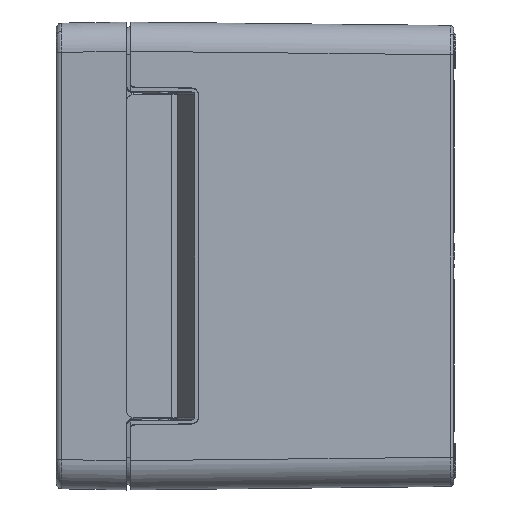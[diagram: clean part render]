
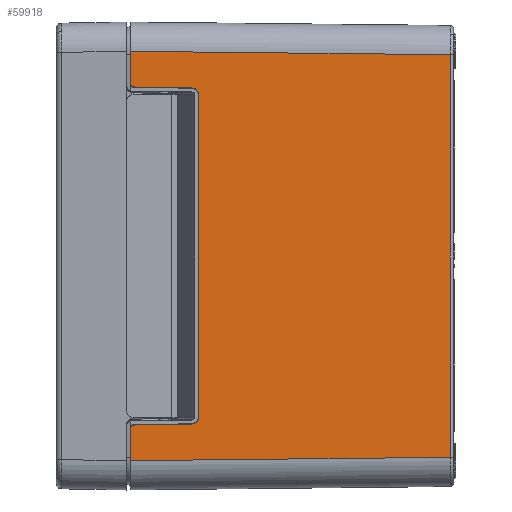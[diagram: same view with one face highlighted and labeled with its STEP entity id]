
A CAD part, left-side view. The second image highlights one B-rep face of the part: STEP entity #59918.
In plain terms, the highlighted planar face has unit normal (-1, -0.011, 0).
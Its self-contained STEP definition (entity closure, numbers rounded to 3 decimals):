
#7006 = CARTESIAN_POINT ( 'NONE',  ( -149.958, -4., -87.459 ) ) ;
#7335 = CARTESIAN_POINT ( 'NONE',  ( -149.958, -4., 73.233 ) ) ;
#7361 = CARTESIAN_POINT ( 'NONE',  ( -149.958, -4., 87.459 ) ) ;
#7367 = CARTESIAN_POINT ( 'NONE',  ( -149.685, -30.052, 71.795 ) ) ;
#7474 = CARTESIAN_POINT ( 'NONE',  ( -149.948, -4.983, -72.233 ) ) ;
#7729 = CARTESIAN_POINT ( 'NONE',  ( -148.528, -140.516, 86.029 ) ) ;
#7741 = CARTESIAN_POINT ( 'NONE',  ( -149.654, -33., -68.796 ) ) ;
#7967 = CARTESIAN_POINT ( 'NONE',  ( -149.958, -4., -73.233 ) ) ;
#8062 = CARTESIAN_POINT ( 'NONE',  ( -149.948, -4.983, 72.233 ) ) ;
#8070 = CARTESIAN_POINT ( 'NONE',  ( -149.654, -33., 68.796 ) ) ;
#8167 = CARTESIAN_POINT ( 'NONE',  ( -149.685, -30.052, -71.795 ) ) ;
#16384 = AXIS2_PLACEMENT_3D ( 'NONE', #31333, #31334, #31335 ) ;
#24091 = LINE ( 'NONE', #29509, #134248 ) ;
#24095 = LINE ( 'NONE', #29562, #134252 ) ;
#24101 = LINE ( 'NONE', #29727, #134258 ) ;
#24102 = LINE ( 'NONE', #29731, #134259 ) ;
#24103 = LINE ( 'NONE', #29735, #134260 ) ;
#24104 = LINE ( 'NONE', #29739, #134261 ) ;
#24105 = LINE ( 'NONE', #29753, #134262 ) ;
#24106 = LINE ( 'NONE', #29766, #134263 ) ;
#29509 = CARTESIAN_POINT ( 'NONE',  ( -149.958, -4., 100. ) ) ;
#29510 = DIRECTION ( 'NONE',  ( 0., 0., -1. ) ) ;
#29562 = CARTESIAN_POINT ( 'NONE',  ( -149.958, -4., 100. ) ) ;
#29564 = DIRECTION ( 'NONE',  ( 0., 0., -1. ) ) ;
#29718 = CARTESIAN_POINT ( 'NONE',  ( -149.948, -4.983, -72.233 ) ) ;
#29720 = CARTESIAN_POINT ( 'NONE',  ( -149.954, -4.405, -72.243 ) ) ;
#29721 = CARTESIAN_POINT ( 'NONE',  ( -149.958, -4., -72.655 ) ) ;
#29723 = CARTESIAN_POINT ( 'NONE',  ( -149.958, -4., -73.233 ) ) ;
#29727 = CARTESIAN_POINT ( 'NONE',  ( -149.973, -2.565, -72.275 ) ) ;
#29729 = DIRECTION ( 'NONE',  ( 0.01, -1., 0.017 ) ) ;
#29731 = CARTESIAN_POINT ( 'NONE',  ( -149.979, -1.963, -87.48 ) ) ;
#29733 = DIRECTION ( 'NONE',  ( 0.01, -1., 0.01 ) ) ;
#29735 = CARTESIAN_POINT ( 'NONE',  ( -148.528, -140.516, 100. ) ) ;
#29737 = DIRECTION ( 'NONE',  ( 0., 0., 1. ) ) ;
#29739 = CARTESIAN_POINT ( 'NONE',  ( -150.001, 0.131, 87.502 ) ) ;
#29741 = DIRECTION ( 'NONE',  ( -0.01, 1., 0.01 ) ) ;
#29743 = CARTESIAN_POINT ( 'NONE',  ( -149.958, -4., 73.233 ) ) ;
#29745 = CARTESIAN_POINT ( 'NONE',  ( -149.958, -4., 72.655 ) ) ;
#29747 = CARTESIAN_POINT ( 'NONE',  ( -149.954, -4.405, 72.243 ) ) ;
#29748 = CARTESIAN_POINT ( 'NONE',  ( -149.948, -4.983, 72.233 ) ) ;
#29753 = CARTESIAN_POINT ( 'NONE',  ( -149.973, -2.565, 72.275 ) ) ;
#29754 = DIRECTION ( 'NONE',  ( 0.01, -1., -0.017 ) ) ;
#29757 = CARTESIAN_POINT ( 'NONE',  ( -149.685, -30.052, 71.795 ) ) ;
#29758 = CARTESIAN_POINT ( 'NONE',  ( -149.667, -31.785, 71.765 ) ) ;
#29760 = CARTESIAN_POINT ( 'NONE',  ( -149.654, -33., 70.529 ) ) ;
#29762 = CARTESIAN_POINT ( 'NONE',  ( -149.654, -33., 68.796 ) ) ;
#29766 = CARTESIAN_POINT ( 'NONE',  ( -149.654, -33., -72.25 ) ) ;
#29768 = DIRECTION ( 'NONE',  ( 0., 0., 1. ) ) ;
#29770 = CARTESIAN_POINT ( 'NONE',  ( -149.654, -33., -68.796 ) ) ;
#29772 = CARTESIAN_POINT ( 'NONE',  ( -149.654, -33., -70.529 ) ) ;
#29773 = CARTESIAN_POINT ( 'NONE',  ( -149.667, -31.785, -71.765 ) ) ;
#29775 = CARTESIAN_POINT ( 'NONE',  ( -149.685, -30.052, -71.795 ) ) ;
#31332 = PLANE ( 'NONE',  #16384 ) ;
#31333 = CARTESIAN_POINT ( 'NONE',  ( -150., 0., 100. ) ) ;
#31334 = DIRECTION ( 'NONE',  ( -1., -0.01, 0. ) ) ;
#31335 = DIRECTION ( 'NONE',  ( 0.01, -1., 0. ) ) ;
#45965 = VERTEX_POINT ( 'NONE', #7006 ) ;
#46156 = VERTEX_POINT ( 'NONE', #7335 ) ;
#46172 = VERTEX_POINT ( 'NONE', #7361 ) ;
#46175 = VERTEX_POINT ( 'NONE', #7367 ) ;
#46233 = VERTEX_POINT ( 'NONE', #7474 ) ;
#46373 = VERTEX_POINT ( 'NONE', #7729 ) ;
#46380 = VERTEX_POINT ( 'NONE', #7741 ) ;
#46508 = VERTEX_POINT ( 'NONE', #7967 ) ;
#46561 = VERTEX_POINT ( 'NONE', #8062 ) ;
#46566 = VERTEX_POINT ( 'NONE', #8070 ) ;
#46621 = VERTEX_POINT ( 'NONE', #8167 ) ;
#59918 = ADVANCED_FACE ( 'NONE', ( #147702 ), #31332, .T. ) ;
#79465 = CARTESIAN_POINT ( 'NONE',  ( -148.528, -140.516, -86.029 ) ) ;
#108019 = EDGE_CURVE ( 'NONE', #46172, #46156, #24091, .T. ) ;
#108027 = EDGE_CURVE ( 'NONE', #46508, #45965, #24095, .T. ) ;
#108036 = EDGE_CURVE ( 'NONE', #46233, #46508, #136054, .T. ) ;
#108037 = EDGE_CURVE ( 'NONE', #46233, #46621, #24101, .T. ) ;
#108038 = EDGE_CURVE ( 'NONE', #45965, #110640, #24102, .T. ) ;
#108039 = EDGE_CURVE ( 'NONE', #110640, #46373, #24103, .T. ) ;
#108040 = EDGE_CURVE ( 'NONE', #46373, #46172, #24104, .T. ) ;
#108041 = EDGE_CURVE ( 'NONE', #46156, #46561, #136105, .T. ) ;
#108042 = EDGE_CURVE ( 'NONE', #46561, #46175, #24105, .T. ) ;
#108043 = EDGE_CURVE ( 'NONE', #46175, #46566, #136051, .T. ) ;
#108044 = EDGE_CURVE ( 'NONE', #46380, #46566, #24106, .T. ) ;
#108045 = EDGE_CURVE ( 'NONE', #46380, #46621, #136112, .T. ) ;
#109859 = ORIENTED_EDGE ( 'NONE', *, *, #108037, .F. ) ;
#109861 = ORIENTED_EDGE ( 'NONE', *, *, #108027, .T. ) ;
#109863 = ORIENTED_EDGE ( 'NONE', *, *, #108036, .T. ) ;
#109865 = ORIENTED_EDGE ( 'NONE', *, *, #108038, .T. ) ;
#109866 = ORIENTED_EDGE ( 'NONE', *, *, #108040, .T. ) ;
#109867 = ORIENTED_EDGE ( 'NONE', *, *, #108039, .T. ) ;
#109868 = ORIENTED_EDGE ( 'NONE', *, *, #108019, .T. ) ;
#109870 = ORIENTED_EDGE ( 'NONE', *, *, #108041, .T. ) ;
#109872 = ORIENTED_EDGE ( 'NONE', *, *, #108043, .T. ) ;
#109874 = ORIENTED_EDGE ( 'NONE', *, *, #108042, .T. ) ;
#109876 = ORIENTED_EDGE ( 'NONE', *, *, #108044, .F. ) ;
#109879 = ORIENTED_EDGE ( 'NONE', *, *, #108045, .T. ) ;
#110640 = VERTEX_POINT ( 'NONE', #79465 ) ;
#111548 = EDGE_LOOP ( 'NONE', ( #109859, #109863, #109861, #109865, #109867, #109866, #109868, #109870, #109874, #109872, #109876, #109879 ) ) ;
#134248 = VECTOR ( 'NONE', #29510, 1000. ) ;
#134252 = VECTOR ( 'NONE', #29564, 1000. ) ;
#134258 = VECTOR ( 'NONE', #29729, 1000. ) ;
#134259 = VECTOR ( 'NONE', #29733, 1000. ) ;
#134260 = VECTOR ( 'NONE', #29737, 1000. ) ;
#134261 = VECTOR ( 'NONE', #29741, 1000. ) ;
#134262 = VECTOR ( 'NONE', #29754, 1000. ) ;
#134263 = VECTOR ( 'NONE', #29768, 1000. ) ;
#136051 =( BOUNDED_CURVE ( )  B_SPLINE_CURVE ( 3, ( #29757, #29758, #29760, #29762 ),
 .UNSPECIFIED., .F., .T. ) 
 B_SPLINE_CURVE_WITH_KNOTS ( ( 4, 4 ),
 ( 4.73, 6.283 ),
 .UNSPECIFIED. ) 
 CURVE ( )  GEOMETRIC_REPRESENTATION_ITEM ( )  RATIONAL_B_SPLINE_CURVE ( ( 1., 0.809, 0.809, 1. ) ) 
 REPRESENTATION_ITEM ( '' )  );
#136054 =( BOUNDED_CURVE ( )  B_SPLINE_CURVE ( 3, ( #29718, #29720, #29721, #29723 ),
 .UNSPECIFIED., .F., .T. ) 
 B_SPLINE_CURVE_WITH_KNOTS ( ( 4, 4 ),
 ( 4.73, 6.283 ),
 .UNSPECIFIED. ) 
 CURVE ( )  GEOMETRIC_REPRESENTATION_ITEM ( )  RATIONAL_B_SPLINE_CURVE ( ( 1., 0.809, 0.809, 1. ) ) 
 REPRESENTATION_ITEM ( '' )  );
#136105 =( BOUNDED_CURVE ( )  B_SPLINE_CURVE ( 3, ( #29743, #29745, #29747, #29748 ),
 .UNSPECIFIED., .F., .T. ) 
 B_SPLINE_CURVE_WITH_KNOTS ( ( 4, 4 ),
 ( 0., 1.553 ),
 .UNSPECIFIED. ) 
 CURVE ( )  GEOMETRIC_REPRESENTATION_ITEM ( )  RATIONAL_B_SPLINE_CURVE ( ( 1., 0.809, 0.809, 1. ) ) 
 REPRESENTATION_ITEM ( '' )  );
#136112 =( BOUNDED_CURVE ( )  B_SPLINE_CURVE ( 3, ( #29770, #29772, #29773, #29775 ),
 .UNSPECIFIED., .F., .T. ) 
 B_SPLINE_CURVE_WITH_KNOTS ( ( 4, 4 ),
 ( 0., 1.553 ),
 .UNSPECIFIED. ) 
 CURVE ( )  GEOMETRIC_REPRESENTATION_ITEM ( )  RATIONAL_B_SPLINE_CURVE ( ( 1., 0.809, 0.809, 1. ) ) 
 REPRESENTATION_ITEM ( '' )  );
#147702 = FACE_OUTER_BOUND ( 'NONE', #111548, .T. ) ;
